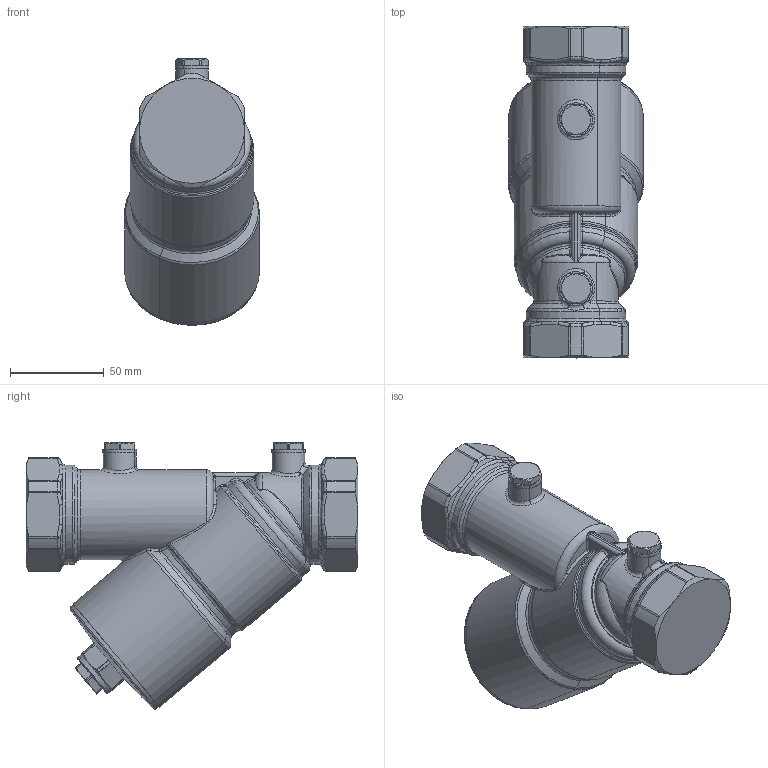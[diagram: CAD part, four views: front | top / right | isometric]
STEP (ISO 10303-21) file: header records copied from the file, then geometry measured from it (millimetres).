
FILE_DESCRIPTION(('CATIA V5 STEP Exchange'),'2;1');
FILE_NAME('STEP_125181_-_TST.stp','2019-02-07T07:39:56+00:00',('none'),('none'),'CATIA Version 5-6 Release 2016 SP4','CATIA V5 STEP AP203','none');
FILE_SCHEMA(('CONFIG_CONTROL_DESIGN'));
Length unit declared in the file: millimetre
Products named in the file (1): 125181 - TST
Bounding box: 71.98 x 177 x 142.26 mm (x, y, z)
Volume: 712720.4 mm3; surface area: 61120.3 mm2
Topology: 1 solids, 7 shells, 516 faces, 1220 edges, 682 vertices
Faces by surface type: cylinder 146, bspline 111, plane 79, cone 76, torus 70, sphere 34
Entity records: 20511 total; most frequent: CARTESIAN_POINT 11036, ORIENTED_EDGE 2356, EDGE_CURVE 1178, DIRECTION 1169, AXIS2_PLACEMENT_3D 696, VERTEX_POINT 682, EDGE_LOOP 528, ADVANCED_FACE 516
